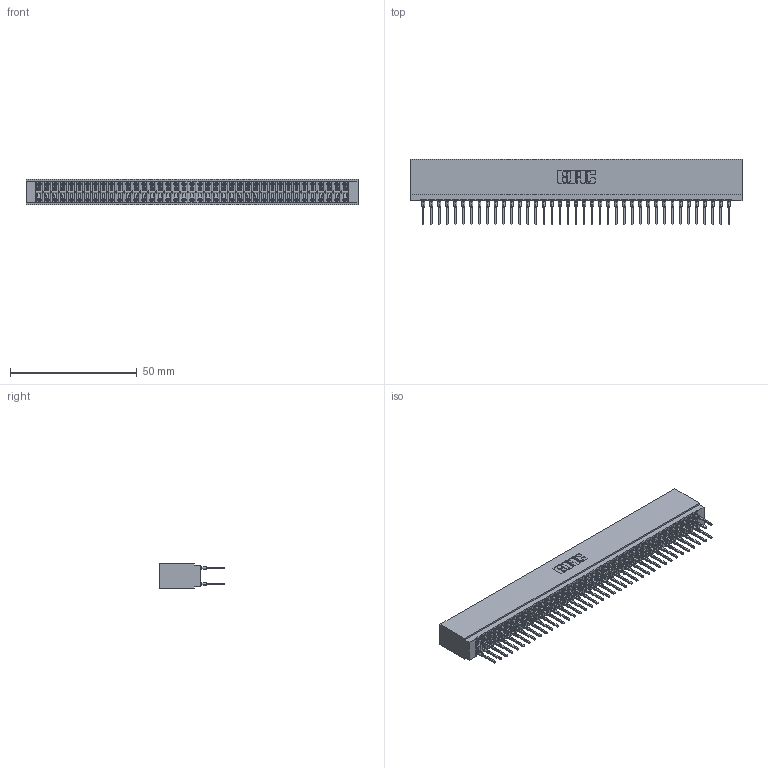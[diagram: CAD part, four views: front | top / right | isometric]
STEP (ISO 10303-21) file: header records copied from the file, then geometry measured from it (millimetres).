
FILE_DESCRIPTION (( 'STEP AP203' ), '1' );
FILE_NAME ('746-078-527-601.STEP', '2026-03-04T16:21:10', ( '' ), ( '' ), 'SwSTEP 2.0', 'SolidWorks 2023', '' );
FILE_SCHEMA (( 'CONFIG_CONTROL_DESIGN' ));
Length unit declared in the file: millimetre
Products named in the file (3): 746-078-527-601; 746 Part_.340 Slot Depth - 01; 746-292-001_527
Assembly tree (79 placements, depth 2):
  746-078-527-601
    746 Part_.340 Slot Depth - 01
    746-292-001_527  x78
Bounding box: 131.06 x 25.9 x 9.91 mm (x, y, z)
Volume: 15215.7 mm3; surface area: 22876.6 mm2
Topology: 79 solids, 79 shells, 7078 faces, 19451 edges, 12382 vertices
Faces by surface type: plane 3643, bspline 1560, cylinder 1407, torus 468
Entity records: 60603 total; most frequent: CARTESIAN_POINT 12075, ORIENTED_EDGE 10412, DIRECTION 8698, EDGE_CURVE 5206, VECTOR 4632, LINE 4632, VERTEX_POINT 3450, AXIS2_PLACEMENT_3D 2033
